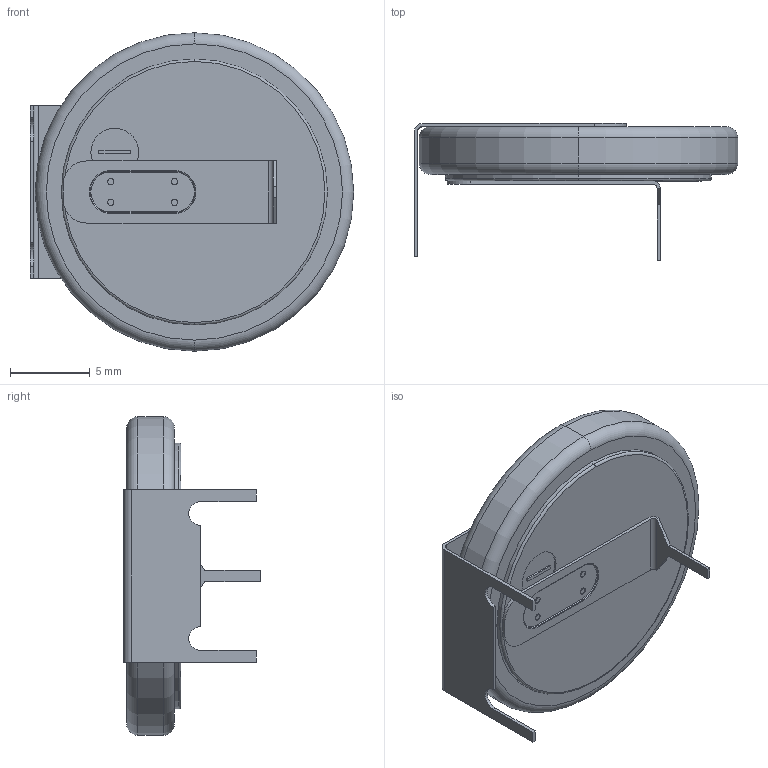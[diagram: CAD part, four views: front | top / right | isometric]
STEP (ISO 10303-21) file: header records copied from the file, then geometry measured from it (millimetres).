
FILE_DESCRIPTION (( 'STEP AP214' ), '1' );
FILE_NAME ('CR2032-VAY3-15.2.STEP', '2025-06-18T13:27:14', ( '' ), ( '' ), 'SwSTEP 2.0', 'SolidWorks 2024', '' );
FILE_SCHEMA (( 'AUTOMOTIVE_DESIGN' ));
Length unit declared in the file: millimetre
Products named in the file (3): CR2032W-HE1--3DModel-STEP-418109.step-Твердые тела; CR2032-VAY3-15.2; CR2032W-HE1--3DModel-STEP-418109.step-Body-MoveCopy1[3][1]
Assembly tree (2 placements, depth 2):
  CR2032-VAY3-15.2
    CR2032W-HE1--3DModel-STEP-418109.step-Body-MoveCopy1[3][1]
    CR2032W-HE1--3DModel-STEP-418109.step-Твердые тела
Bounding box: 20.3 x 8.6 x 20 mm (x, y, z)
Volume: 1062.3 mm3; surface area: 1327.2 mm2
Topology: 3 solids, 3 shells, 115 faces, 264 edges, 170 vertices
Faces by surface type: plane 57, cylinder 42, torus 16
Entity records: 4630 total; most frequent: DIRECTION 618, CARTESIAN_POINT 554, ORIENTED_EDGE 528, EDGE_CURVE 264, AXIS2_PLACEMENT_3D 234, VERTEX_POINT 170, VECTOR 150, LINE 150
